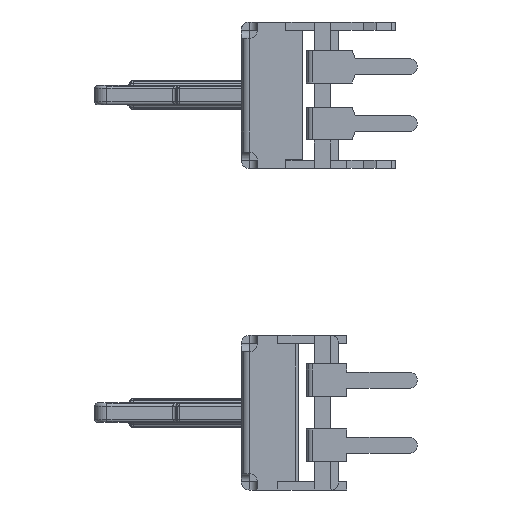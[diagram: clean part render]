
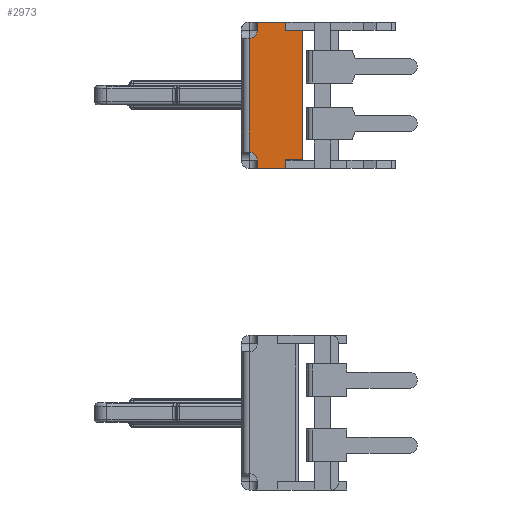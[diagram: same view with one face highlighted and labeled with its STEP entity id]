
A CAD part, left-side view. The second image highlights one B-rep face of the part: STEP entity #2973.
In plain terms, the highlighted planar face has unit normal (-1, 0, 0).
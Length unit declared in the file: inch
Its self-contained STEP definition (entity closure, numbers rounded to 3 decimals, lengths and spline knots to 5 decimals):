
#2973=ADVANCED_FACE('',(#6128),#6129,.T.);
#6128=FACE_OUTER_BOUND('',#10557,.T.);
#6129=PLANE('',#10558);
#10557=EDGE_LOOP('',(#19734,#19735,#19736,#19737,#19738,#19739,#19740,#19741,#19742,#19743,#19744,#19745));
#10558=AXIS2_PLACEMENT_3D('',#19746,#19747,#19748);
#19734=ORIENTED_EDGE('',*,*,#24581,.T.);
#19735=ORIENTED_EDGE('',*,*,#24504,.T.);
#19736=ORIENTED_EDGE('',*,*,#24500,.T.);
#19737=ORIENTED_EDGE('',*,*,#24584,.F.);
#19738=ORIENTED_EDGE('',*,*,#24585,.F.);
#19739=ORIENTED_EDGE('',*,*,#24586,.F.);
#19740=ORIENTED_EDGE('',*,*,#24587,.T.);
#19741=ORIENTED_EDGE('',*,*,#24588,.F.);
#19742=ORIENTED_EDGE('',*,*,#24589,.F.);
#19743=ORIENTED_EDGE('',*,*,#24590,.F.);
#19744=ORIENTED_EDGE('',*,*,#24591,.F.);
#19745=ORIENTED_EDGE('',*,*,#24592,.F.);
#19746=CARTESIAN_POINT('',(-2.2862,-0.30323,0.76829));
#19747=DIRECTION('',(-1.0,0.0,0.0));
#19748=DIRECTION('',(0.0,0.,1.0));
#24500=EDGE_CURVE('',#29958,#29956,#29959,.T.);
#24504=EDGE_CURVE('',#29964,#29958,#29965,.T.);
#24581=EDGE_CURVE('',#30094,#29964,#30095,.T.);
#24584=EDGE_CURVE('',#30098,#29956,#30099,.T.);
#24585=EDGE_CURVE('',#30100,#30098,#30101,.F.);
#24586=EDGE_CURVE('',#30102,#30100,#30103,.F.);
#24587=EDGE_CURVE('',#30102,#30104,#30105,.T.);
#24588=EDGE_CURVE('',#30106,#30104,#30107,.F.);
#24589=EDGE_CURVE('',#30108,#30106,#30109,.F.);
#24590=EDGE_CURVE('',#30110,#30108,#30111,.T.);
#24591=EDGE_CURVE('',#30112,#30110,#30113,.T.);
#24592=EDGE_CURVE('',#30094,#30112,#30114,.T.);
#29956=VERTEX_POINT('',#38010);
#29958=VERTEX_POINT('',#38013);
#29959=LINE('',#38014,#38015);
#29964=VERTEX_POINT('',#38021);
#29965=CIRCLE('',#38022,0.01969);
#30094=VERTEX_POINT('',#38201);
#30095=LINE('',#38202,#38203);
#30098=VERTEX_POINT('',#38206);
#30099=LINE('',#38207,#38208);
#30100=VERTEX_POINT('',#38209);
#30101=LINE('',#38210,#38211);
#30102=VERTEX_POINT('',#38212);
#30103=LINE('',#38213,#38214);
#30104=VERTEX_POINT('',#38215);
#30105=LINE('',#38216,#38217);
#30106=VERTEX_POINT('',#38218);
#30107=LINE('',#38219,#38220);
#30108=VERTEX_POINT('',#38221);
#30109=LINE('',#38222,#38223);
#30110=VERTEX_POINT('',#38224);
#30111=LINE('',#38225,#38226);
#30112=VERTEX_POINT('',#38227);
#30113=LINE('',#38228,#38229);
#30114=CIRCLE('',#38230,0.01969);
#38010=CARTESIAN_POINT('',(-2.2862,-0.32292,0.59113));
#38013=CARTESIAN_POINT('',(-2.2862,-0.32292,0.61081));
#38014=CARTESIAN_POINT('',(-2.2862,-0.32292,0.61081));
#38015=VECTOR('',#42619,1.0);
#38021=CARTESIAN_POINT('',(-2.2862,-0.30323,0.6305));
#38022=AXIS2_PLACEMENT_3D('',#42624,#42625,#42626);
#38201=CARTESIAN_POINT('',(-2.2862,-0.30323,0.90609));
#38202=CARTESIAN_POINT('',(-2.2862,-0.30323,0.69448));
#38203=VECTOR('',#42731,1.0);
#38206=CARTESIAN_POINT('',(-2.2862,-0.39103,0.59113));
#38207=CARTESIAN_POINT('',(-2.2862,-0.39182,0.59113));
#38208=VECTOR('',#42735,1.0);
#38209=CARTESIAN_POINT('',(-2.2862,-0.39103,0.6116));
#38210=CARTESIAN_POINT('',(-2.2862,-0.39103,0.68463));
#38211=VECTOR('',#42736,1.0);
#38212=CARTESIAN_POINT('',(-2.2862,-0.43316,0.6116));
#38213=CARTESIAN_POINT('',(-2.2862,-0.40167,0.6116));
#38214=VECTOR('',#42737,1.0);
#38215=CARTESIAN_POINT('',(-2.2862,-0.43316,0.92499));
#38216=CARTESIAN_POINT('',(-2.2862,-0.43316,0.76829));
#38217=VECTOR('',#42738,1.0);
#38218=CARTESIAN_POINT('',(-2.2862,-0.39103,0.92499));
#38219=CARTESIAN_POINT('',(-2.2862,-0.40167,0.92499));
#38220=VECTOR('',#42739,1.0);
#38221=CARTESIAN_POINT('',(-2.2862,-0.39103,0.94546));
#38222=CARTESIAN_POINT('',(-2.2862,-0.39103,0.85196));
#38223=VECTOR('',#42740,1.0);
#38224=CARTESIAN_POINT('',(-2.2862,-0.32292,0.94546));
#38225=CARTESIAN_POINT('',(-2.2862,-0.32292,0.94546));
#38226=VECTOR('',#42741,1.0);
#38227=CARTESIAN_POINT('',(-2.2862,-0.32292,0.92577));
#38228=CARTESIAN_POINT('',(-2.2862,-0.32292,0.92577));
#38229=VECTOR('',#42742,1.0);
#38230=AXIS2_PLACEMENT_3D('',#42743,#42744,#42745);
#42619=DIRECTION('',(0.,0.0,-1.0));
#42624=CARTESIAN_POINT('',(-2.2862,-0.30323,0.61081));
#42625=DIRECTION('',(1.0,0.0,0.));
#42626=DIRECTION('',(0.,0.0,-1.0));
#42731=DIRECTION('',(0.0,0.0,-1.0));
#42735=DIRECTION('',(0.0,1.0,0.0));
#42736=DIRECTION('',(0.,0.0,1.0));
#42737=DIRECTION('',(0.0,-1.0,0.0));
#42738=DIRECTION('',(0.0,0.0,1.0));
#42739=DIRECTION('',(0.0,1.0,0.0));
#42740=DIRECTION('',(0.,0.0,1.0));
#42741=DIRECTION('',(0.0,-1.0,0.0));
#42742=DIRECTION('',(0.,0.0,1.0));
#42743=CARTESIAN_POINT('',(-2.2862,-0.30323,0.92577));
#42744=DIRECTION('',(-1.0,0.0,0.));
#42745=DIRECTION('',(0.,0.0,1.0));
